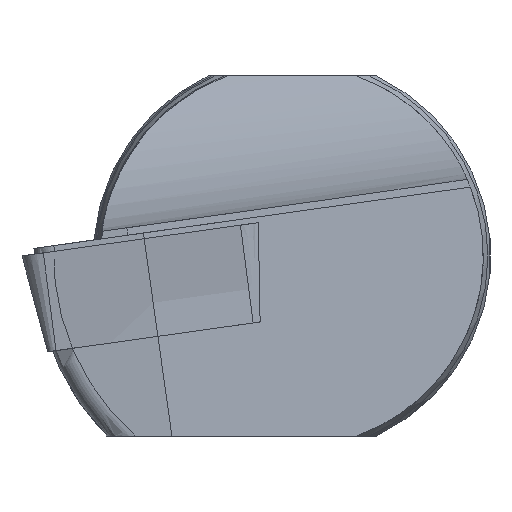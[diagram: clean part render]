
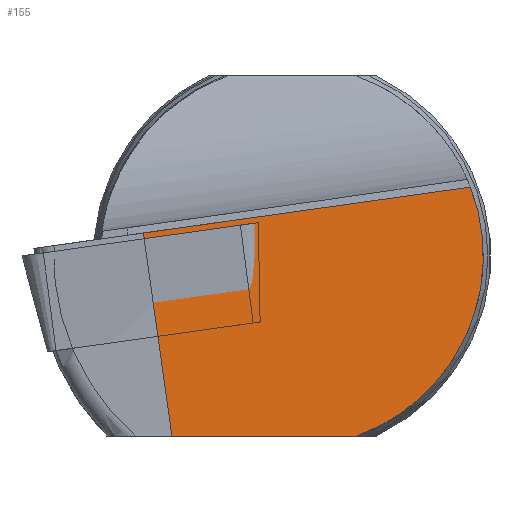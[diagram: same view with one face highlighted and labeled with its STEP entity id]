
A CAD part, left-side view. The second image highlights one B-rep face of the part: STEP entity #155.
In plain terms, the highlighted planar face has unit normal (-0.996, -0.086, 0.012).
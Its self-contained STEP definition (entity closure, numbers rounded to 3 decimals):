
#73=ELLIPSE('',#801,7.729,7.7);
#155=ADVANCED_FACE('',(#211),#180,.F.);
#180=PLANE('',#826);
#211=FACE_OUTER_BOUND('',#248,.T.);
#248=EDGE_LOOP('',(#449,#450,#451,#452));
#449=ORIENTED_EDGE('',*,*,#590,.F.);
#450=ORIENTED_EDGE('',*,*,#608,.T.);
#451=ORIENTED_EDGE('',*,*,#638,.F.);
#452=ORIENTED_EDGE('',*,*,#617,.F.);
#514=VERTEX_POINT('',#1065);
#517=VERTEX_POINT('',#1070);
#534=VERTEX_POINT('',#1183);
#536=VERTEX_POINT('',#1188);
#590=EDGE_CURVE('',#517,#514,#693,.T.);
#608=EDGE_CURVE('',#517,#534,#700,.T.);
#617=EDGE_CURVE('',#514,#536,#705,.T.);
#638=EDGE_CURVE('',#536,#534,#73,.T.);
#693=LINE('',#1071,#735);
#700=LINE('',#1184,#742);
#705=LINE('',#1235,#747);
#735=VECTOR('',#863,1.);
#742=VECTOR('',#872,1.);
#747=VECTOR('',#879,1.);
#801=AXIS2_PLACEMENT_3D('',#1289,#928,#929);
#826=AXIS2_PLACEMENT_3D('',#1371,#985,#986);
#863=DIRECTION('',(0.,0.139,0.99));
#872=DIRECTION('',(0.086,-0.996,0.));
#879=DIRECTION('',(0.087,-0.986,0.139));
#928=DIRECTION('',(0.996,0.086,-0.012));
#929=DIRECTION('',(0.087,-0.986,0.139));
#985=DIRECTION('',(0.996,0.086,-0.012));
#986=DIRECTION('',(0.086,-0.996,0.));
#1065=CARTESIAN_POINT('',(0.763,-4.973,0.931));
#1070=CARTESIAN_POINT('',(0.763,-6.122,-7.245));
#1071=CARTESIAN_POINT('',(0.763,-6.42,-9.368));
#1183=CARTESIAN_POINT('',(1.407,-13.554,-7.245));
#1184=CARTESIAN_POINT('',(1.179,-10.924,-7.245));
#1188=CARTESIAN_POINT('',(1.927,-18.142,2.782));
#1235=CARTESIAN_POINT('',(0.763,-4.973,0.931));
#1289=CARTESIAN_POINT('',(1.27,-10.96,0.005));
#1371=CARTESIAN_POINT('',(0.763,-6.42,-9.368));
